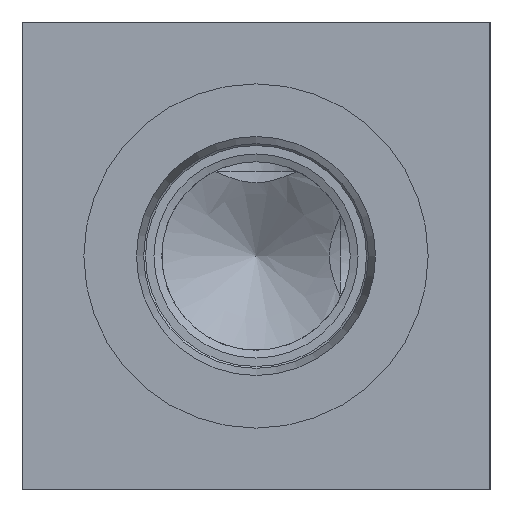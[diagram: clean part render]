
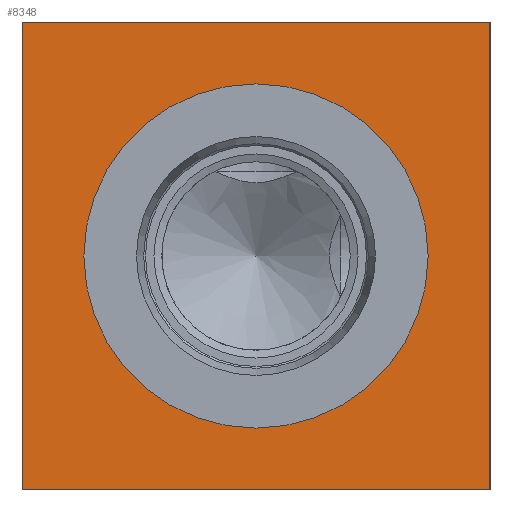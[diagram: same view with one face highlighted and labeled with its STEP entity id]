
A CAD part, left-side view. The second image highlights one B-rep face of the part: STEP entity #8348.
In plain terms, the highlighted planar face has unit normal (-1, 0, 0).
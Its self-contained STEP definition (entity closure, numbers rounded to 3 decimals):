
#160=CIRCLE('',#8647,21.019);
#161=CIRCLE('',#8648,21.019);
#348=FACE_BOUND('',#1496,.T.);
#585=PLANE('',#8871);
#1012=FACE_OUTER_BOUND('',#1495,.T.);
#1495=EDGE_LOOP('',(#7469,#7470,#7471,#7472));
#1496=EDGE_LOOP('',(#7473,#7474));
#1774=LINE('',#12899,#2507);
#2238=LINE('',#14548,#2971);
#2239=LINE('',#14549,#2972);
#2240=LINE('',#14550,#2973);
#2507=VECTOR('',#9266,10.);
#2971=VECTOR('',#10612,10.);
#2972=VECTOR('',#10613,10.);
#2973=VECTOR('',#10614,10.);
#3529=VERTEX_POINT('',#12892);
#3532=VERTEX_POINT('',#12897);
#3863=VERTEX_POINT('',#14109);
#3864=VERTEX_POINT('',#14110);
#4007=VERTEX_POINT('',#14546);
#4008=VERTEX_POINT('',#14547);
#4476=EDGE_CURVE('',#3532,#3529,#1774,.T.);
#4962=EDGE_CURVE('',#3863,#3864,#160,.T.);
#4963=EDGE_CURVE('',#3864,#3863,#161,.T.);
#5170=EDGE_CURVE('',#4007,#4008,#2238,.T.);
#5171=EDGE_CURVE('',#4008,#3529,#2239,.T.);
#5172=EDGE_CURVE('',#4007,#3532,#2240,.T.);
#7469=ORIENTED_EDGE('',*,*,#5170,.T.);
#7470=ORIENTED_EDGE('',*,*,#5171,.T.);
#7471=ORIENTED_EDGE('',*,*,#4476,.F.);
#7472=ORIENTED_EDGE('',*,*,#5172,.F.);
#7473=ORIENTED_EDGE('',*,*,#4962,.T.);
#7474=ORIENTED_EDGE('',*,*,#4963,.T.);
#8348=ADVANCED_FACE('',(#1012,#348),#585,.T.);
#8647=AXIS2_PLACEMENT_3D('',#14111,#10094,#10095);
#8648=AXIS2_PLACEMENT_3D('',#14112,#10096,#10097);
#8871=AXIS2_PLACEMENT_3D('',#14545,#10610,#10611);
#9266=DIRECTION('',(0.,-1.,0.));
#10094=DIRECTION('center_axis',(1.,0.,0.));
#10095=DIRECTION('ref_axis',(0.,0.,1.));
#10096=DIRECTION('center_axis',(1.,0.,0.));
#10097=DIRECTION('ref_axis',(0.,0.,1.));
#10610=DIRECTION('center_axis',(-1.,0.,0.));
#10611=DIRECTION('ref_axis',(0.,-1.,0.));
#10612=DIRECTION('',(0.,-1.,0.));
#10613=DIRECTION('',(0.,0.,1.));
#10614=DIRECTION('',(0.,0.,1.));
#12892=CARTESIAN_POINT('',(0.,0.,57.15));
#12897=CARTESIAN_POINT('',(0.,57.15,57.15));
#12899=CARTESIAN_POINT('',(0.,57.15,57.15));
#14109=CARTESIAN_POINT('',(0.,28.575,49.594));
#14110=CARTESIAN_POINT('',(0.,28.575,7.556));
#14111=CARTESIAN_POINT('Origin',(0.,28.575,28.575));
#14112=CARTESIAN_POINT('Origin',(0.,28.575,28.575));
#14545=CARTESIAN_POINT('Origin',(0.,57.15,0.));
#14546=CARTESIAN_POINT('',(0.,57.15,0.));
#14547=CARTESIAN_POINT('',(0.,0.,0.));
#14548=CARTESIAN_POINT('',(0.,57.15,0.));
#14549=CARTESIAN_POINT('',(0.,0.,0.));
#14550=CARTESIAN_POINT('',(0.,57.15,0.));
